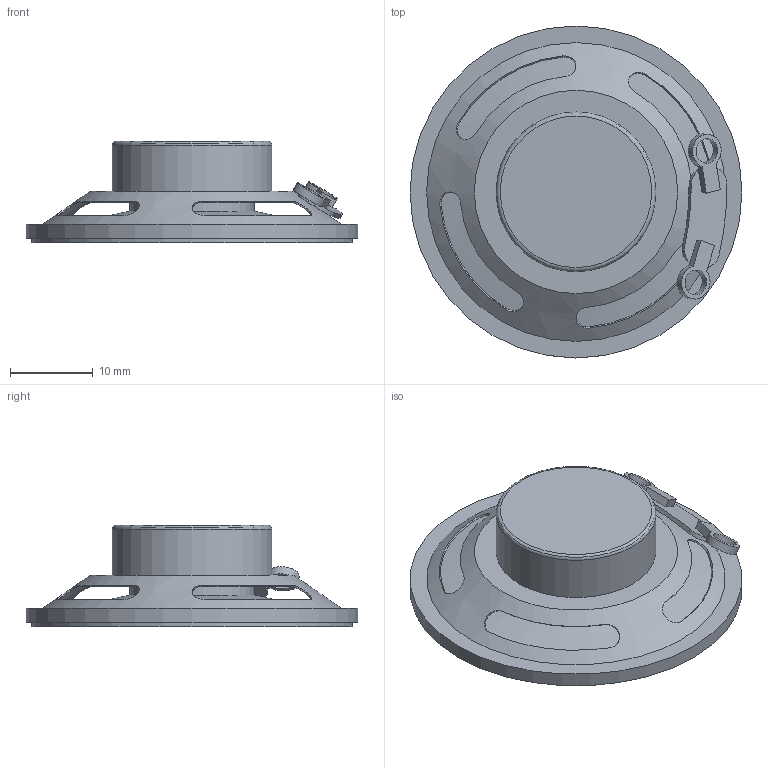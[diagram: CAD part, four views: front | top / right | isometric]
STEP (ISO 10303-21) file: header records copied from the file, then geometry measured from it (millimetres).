
FILE_DESCRIPTION(/* description */ ('Alibre Inc.'),/* implementation_level */ '2;1');
FILE_NAME(/* name */ 'export-853ACE3E-637D-4741-908B-FD0CB9C7803D',/* time_stamp */ '2019-01-27T11:59:45-06:00',/* author */ (''),/* organization */ (''),/* preprocessor_version */ 'ST-DEVELOPER v17',/* originating_system */ 'Alibre',/* authorisation */ '');
FILE_SCHEMA (('AUTOMOTIVE_DESIGN'));
Length unit declared in the file: millimetre
Bounding box: 40 x 40 x 12.2 mm (x, y, z)
Volume: 2664 mm3; surface area: 6529.1 mm2
Topology: 4 solids, 4 shells, 82 faces, 190 edges, 125 vertices
Faces by surface type: plane 27, cylinder 23, bspline 16, cone 15, torus 1
Full cylindrical faces by diameter (mm): 3 x2, 5.5 x1, 9.5 x1, 13 x1, 15 x2, 18.85 x1, 19.25 x1, 36.1 x2, 38.6 x2, 39.6 x1, 40 x1
Entity records: 5534 total; most frequent: CARTESIAN_POINT 3963, ORIENTED_EDGE 286, DIRECTION 255, EDGE_CURVE 143, AXIS2_PLACEMENT_3D 127, EDGE_LOOP 118, FACE_BOUND 118, VERTEX_POINT 107
